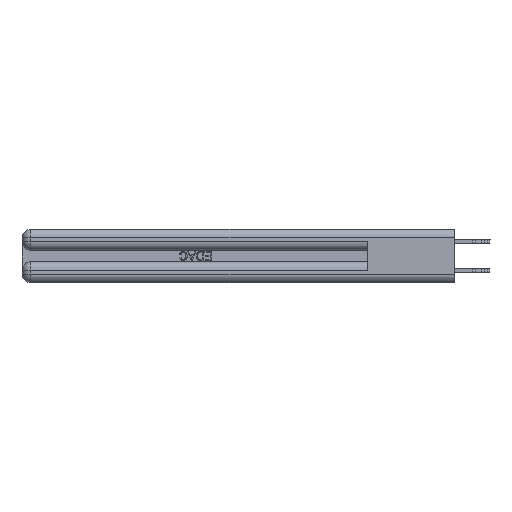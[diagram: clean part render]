
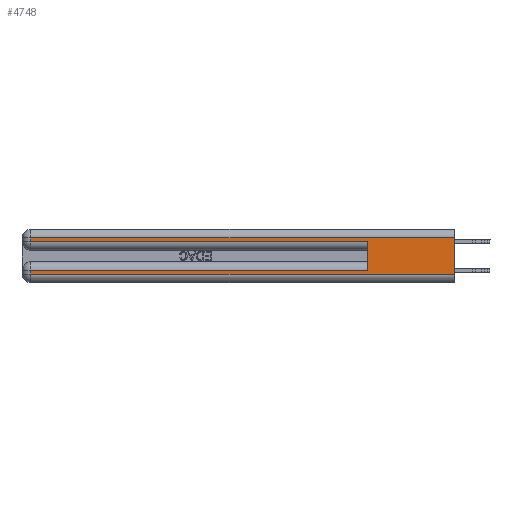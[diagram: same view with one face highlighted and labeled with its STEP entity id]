
A CAD part, left-side view. The second image highlights one B-rep face of the part: STEP entity #4748.
In plain terms, the highlighted planar face has unit normal (-1, 0, 0).
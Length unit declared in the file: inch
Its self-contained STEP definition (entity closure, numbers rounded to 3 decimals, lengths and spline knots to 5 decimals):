
#308 = DIRECTION ( 'NONE',  ( 1., 0., 0. ) ) ;
#1721 = FACE_OUTER_BOUND ( 'NONE', #22623, .T. ) ;
#1976 = VERTEX_POINT ( 'NONE', #4544 ) ;
#3448 = CARTESIAN_POINT ( 'NONE',  ( 0., 0., 0.37 ) ) ;
#3498 = EDGE_CURVE ( 'NONE', #5905, #1976, #16243, .T. ) ;
#3710 = CARTESIAN_POINT ( 'NONE',  ( 0., 0.6, 0.085 ) ) ;
#4386 = LINE ( 'NONE', #10974, #12076 ) ;
#4544 = CARTESIAN_POINT ( 'NONE',  ( 0., 2.94, 0.085 ) ) ;
#4748 = ADVANCED_FACE ( 'NONE', ( #1721 ), #10582, .F. ) ;
#5905 = VERTEX_POINT ( 'NONE', #3710 ) ;
#7498 = EDGE_CURVE ( 'NONE', #20641, #22710, #31972, .T. ) ;
#7602 = CARTESIAN_POINT ( 'NONE',  ( 0., 0., 0.31 ) ) ;
#8200 = ORIENTED_EDGE ( 'NONE', *, *, #23569, .F. ) ;
#8358 = CARTESIAN_POINT ( 'NONE',  ( 0., 0., 0.06 ) ) ;
#8932 = EDGE_CURVE ( 'NONE', #40620, #9860, #15296, .T. ) ;
#9860 = VERTEX_POINT ( 'NONE', #19295 ) ;
#10582 = PLANE ( 'NONE',  #30516 ) ;
#10741 = VECTOR ( 'NONE', #12686, 39.37008 ) ;
#10974 = CARTESIAN_POINT ( 'NONE',  ( 0., 2.94, 0.37 ) ) ;
#12076 = VECTOR ( 'NONE', #24469, 39.37008 ) ;
#12404 = VECTOR ( 'NONE', #27597, 39.37008 ) ;
#12686 = DIRECTION ( 'NONE',  ( 0., 0., 1. ) ) ;
#13039 = VERTEX_POINT ( 'NONE', #17451 ) ;
#13312 = ORIENTED_EDGE ( 'NONE', *, *, #7498, .T. ) ;
#13678 = EDGE_CURVE ( 'NONE', #13039, #20641, #17277, .T. ) ;
#14582 = CARTESIAN_POINT ( 'NONE',  ( 0., 2.94, 0.37 ) ) ;
#15280 = DIRECTION ( 'NONE',  ( 0., -1., 0. ) ) ;
#15296 = LINE ( 'NONE', #8358, #31282 ) ;
#16243 = LINE ( 'NONE', #20344, #26536 ) ;
#16362 = VECTOR ( 'NONE', #17863, 39.37008 ) ;
#16700 = VECTOR ( 'NONE', #30710, 39.37008 ) ;
#17277 = LINE ( 'NONE', #14582, #16362 ) ;
#17451 = CARTESIAN_POINT ( 'NONE',  ( 0., 2.94, 0.31 ) ) ;
#17632 = CARTESIAN_POINT ( 'NONE',  ( 0., 0., 0.37 ) ) ;
#17863 = DIRECTION ( 'NONE',  ( 0., 0., -1. ) ) ;
#18454 = CARTESIAN_POINT ( 'NONE',  ( 0., 0., 0.285 ) ) ;
#19295 = CARTESIAN_POINT ( 'NONE',  ( 0., 0., 0.06 ) ) ;
#19463 = ORIENTED_EDGE ( 'NONE', *, *, #40742, .T. ) ;
#20206 = CARTESIAN_POINT ( 'NONE',  ( 0., 2.94, 0.06 ) ) ;
#20344 = CARTESIAN_POINT ( 'NONE',  ( 0., 0., 0.085 ) ) ;
#20641 = VERTEX_POINT ( 'NONE', #31190 ) ;
#21120 = LINE ( 'NONE', #17632, #12404 ) ;
#22623 = EDGE_LOOP ( 'NONE', ( #8200, #19463, #39244, #13312, #26667, #23301, #41686, #31175 ) ) ;
#22710 = VERTEX_POINT ( 'NONE', #23627 ) ;
#23301 = ORIENTED_EDGE ( 'NONE', *, *, #3498, .T. ) ;
#23569 = EDGE_CURVE ( 'NONE', #37172, #9860, #21120, .T. ) ;
#23627 = CARTESIAN_POINT ( 'NONE',  ( 0., 0.6, 0.285 ) ) ;
#24469 = DIRECTION ( 'NONE',  ( 0., 0., -1. ) ) ;
#24535 = EDGE_CURVE ( 'NONE', #5905, #22710, #36963, .T. ) ;
#25245 = VECTOR ( 'NONE', #15280, 39.37008 ) ;
#25536 = LINE ( 'NONE', #7602, #16700 ) ;
#26536 = VECTOR ( 'NONE', #35648, 39.37008 ) ;
#26667 = ORIENTED_EDGE ( 'NONE', *, *, #24535, .F. ) ;
#27597 = DIRECTION ( 'NONE',  ( 0., 0., -1. ) ) ;
#28967 = CARTESIAN_POINT ( 'NONE',  ( 0., 0.6, 0.145 ) ) ;
#30516 = AXIS2_PLACEMENT_3D ( 'NONE', #3448, #308, #31177 ) ;
#30710 = DIRECTION ( 'NONE',  ( 0., 1., 0. ) ) ;
#31175 = ORIENTED_EDGE ( 'NONE', *, *, #8932, .T. ) ;
#31177 = DIRECTION ( 'NONE',  ( 0., 0., -1. ) ) ;
#31190 = CARTESIAN_POINT ( 'NONE',  ( 0., 2.94, 0.285 ) ) ;
#31282 = VECTOR ( 'NONE', #34787, 39.37008 ) ;
#31972 = LINE ( 'NONE', #18454, #25245 ) ;
#34787 = DIRECTION ( 'NONE',  ( 0., -1., 0. ) ) ;
#35648 = DIRECTION ( 'NONE',  ( 0., 1., 0. ) ) ;
#36017 = CARTESIAN_POINT ( 'NONE',  ( 0., 0., 0.31 ) ) ;
#36963 = LINE ( 'NONE', #28967, #10741 ) ;
#37172 = VERTEX_POINT ( 'NONE', #36017 ) ;
#39244 = ORIENTED_EDGE ( 'NONE', *, *, #13678, .T. ) ;
#40620 = VERTEX_POINT ( 'NONE', #20206 ) ;
#40742 = EDGE_CURVE ( 'NONE', #37172, #13039, #25536, .T. ) ;
#41505 = EDGE_CURVE ( 'NONE', #1976, #40620, #4386, .T. ) ;
#41686 = ORIENTED_EDGE ( 'NONE', *, *, #41505, .T. ) ;
